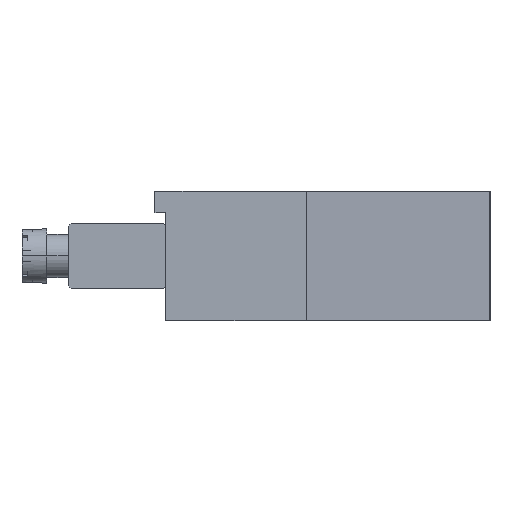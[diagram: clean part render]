
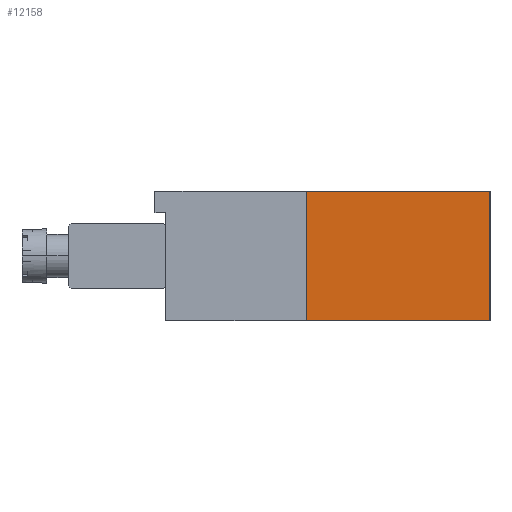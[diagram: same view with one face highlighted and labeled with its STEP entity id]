
A CAD part, left-side view. The second image highlights one B-rep face of the part: STEP entity #12158.
In plain terms, the highlighted planar face has unit normal (-0.62, -0.784, 0).
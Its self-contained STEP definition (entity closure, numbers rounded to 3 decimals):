
#345 = VERTEX_POINT ( 'NONE', #5241 ) ;
#1917 = CARTESIAN_POINT ( 'NONE',  ( -21.5, -30., -12. ) ) ;
#2683 = CARTESIAN_POINT ( 'NONE',  ( -21.5, -30., -12. ) ) ;
#2713 = CARTESIAN_POINT ( 'NONE',  ( -21.5, -30., -12. ) ) ;
#2812 = LINE ( 'NONE', #2713, #9965 ) ;
#3709 = CARTESIAN_POINT ( 'NONE',  ( -43., -13., -12. ) ) ;
#3855 = DIRECTION ( 'NONE',  ( 0.784, -0.62, 0. ) ) ;
#4662 = DIRECTION ( 'NONE',  ( 0.784, -0.62, 0. ) ) ;
#5078 = VERTEX_POINT ( 'NONE', #3709 ) ;
#5241 = CARTESIAN_POINT ( 'NONE',  ( -21.5, -30., 0. ) ) ;
#5783 = VERTEX_POINT ( 'NONE', #2683 ) ;
#6628 = LINE ( 'NONE', #10867, #13703 ) ;
#8034 = AXIS2_PLACEMENT_3D ( 'NONE', #1917, #20485, #4662 ) ;
#9965 = VECTOR ( 'NONE', #18639, 1000. ) ;
#10867 = CARTESIAN_POINT ( 'NONE',  ( -21.5, -30., 0. ) ) ;
#12158 = ADVANCED_FACE ( 'NONE', ( #23912 ), #25518, .T. ) ;
#13063 = EDGE_CURVE ( 'NONE', #19600, #345, #6628, .T. ) ;
#13180 = ORIENTED_EDGE ( 'NONE', *, *, #26922, .T. ) ;
#13703 = VECTOR ( 'NONE', #26401, 1000. ) ;
#15352 = LINE ( 'NONE', #22340, #22242 ) ;
#15757 = CARTESIAN_POINT ( 'NONE',  ( -43., -13., 0. ) ) ;
#18047 = CARTESIAN_POINT ( 'NONE',  ( -43., -13., -12. ) ) ;
#18639 = DIRECTION ( 'NONE',  ( 0., 0., 1. ) ) ;
#19315 = ORIENTED_EDGE ( 'NONE', *, *, #19579, .F. ) ;
#19579 = EDGE_CURVE ( 'NONE', #5078, #19600, #31005, .T. ) ;
#19600 = VERTEX_POINT ( 'NONE', #15757 ) ;
#20485 = DIRECTION ( 'NONE',  ( -0.62, -0.784, 0. ) ) ;
#22242 = VECTOR ( 'NONE', #3855, 1000. ) ;
#22340 = CARTESIAN_POINT ( 'NONE',  ( -21.5, -30., -12. ) ) ;
#23912 = FACE_OUTER_BOUND ( 'NONE', #27660, .T. ) ;
#25518 = PLANE ( 'NONE',  #8034 ) ;
#26116 = ORIENTED_EDGE ( 'NONE', *, *, #33272, .T. ) ;
#26401 = DIRECTION ( 'NONE',  ( 0.784, -0.62, 0. ) ) ;
#26922 = EDGE_CURVE ( 'NONE', #5783, #345, #2812, .T. ) ;
#27660 = EDGE_LOOP ( 'NONE', ( #32060, #19315, #26116, #13180 ) ) ;
#28330 = DIRECTION ( 'NONE',  ( 0., 0., 1. ) ) ;
#30242 = VECTOR ( 'NONE', #28330, 1000. ) ;
#31005 = LINE ( 'NONE', #18047, #30242 ) ;
#32060 = ORIENTED_EDGE ( 'NONE', *, *, #13063, .F. ) ;
#33272 = EDGE_CURVE ( 'NONE', #5078, #5783, #15352, .T. ) ;
